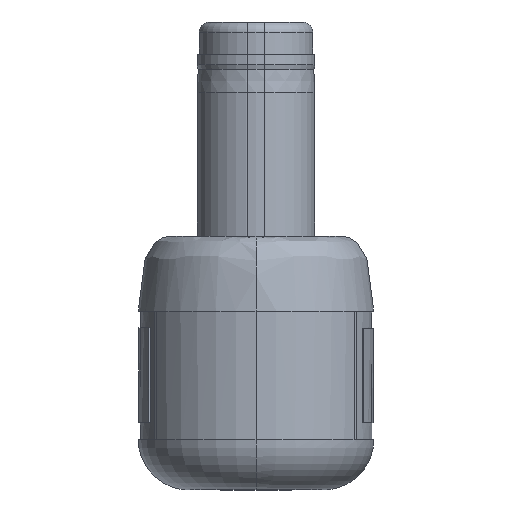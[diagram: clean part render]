
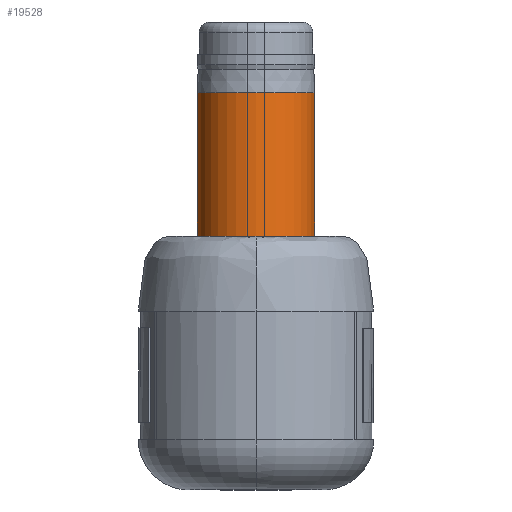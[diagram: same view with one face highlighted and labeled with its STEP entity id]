
A CAD part, left-side view. The second image highlights one B-rep face of the part: STEP entity #19528.
In plain terms, the highlighted cylindrical face has radius 2.755 mm (diameter 5.51 mm), a partial arc.
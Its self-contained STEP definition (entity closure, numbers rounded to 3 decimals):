
#1005 = DIRECTION ( 'NONE',  ( -1., 0., 0. ) ) ;
#1733 = DIRECTION ( 'NONE',  ( 0., 0., 1. ) ) ;
#1862 = FACE_OUTER_BOUND ( 'NONE', #2088, .T. ) ;
#1951 = CARTESIAN_POINT ( 'NONE',  ( 2.8, 0., 0. ) ) ;
#2088 = EDGE_LOOP ( 'NONE', ( #13310, #10951, #22791, #13344 ) ) ;
#4027 = CARTESIAN_POINT ( 'NONE',  ( 2.8, 0., 2.755 ) ) ;
#4404 = EDGE_CURVE ( 'NONE', #31743, #24747, #27216, .T. ) ;
#6226 = AXIS2_PLACEMENT_3D ( 'NONE', #1951, #23925, #1733 ) ;
#6412 = VERTEX_POINT ( 'NONE', #30514 ) ;
#7989 = DIRECTION ( 'NONE',  ( -1., 0., 0. ) ) ;
#8450 = DIRECTION ( 'NONE',  ( -1., 0., 0. ) ) ;
#10265 = CARTESIAN_POINT ( 'NONE',  ( 14.5, 0., -2.755 ) ) ;
#10951 = ORIENTED_EDGE ( 'NONE', *, *, #22598, .T. ) ;
#12778 = CIRCLE ( 'NONE', #6226, 2.755 ) ;
#13310 = ORIENTED_EDGE ( 'NONE', *, *, #31088, .F. ) ;
#13344 = ORIENTED_EDGE ( 'NONE', *, *, #17468, .F. ) ;
#13534 = DIRECTION ( 'NONE',  ( 0., 0., 1. ) ) ;
#15650 = DIRECTION ( 'NONE',  ( 0., 0., 1. ) ) ;
#15714 = AXIS2_PLACEMENT_3D ( 'NONE', #22758, #17877, #15650 ) ;
#17468 = EDGE_CURVE ( 'NONE', #26476, #24747, #12778, .T. ) ;
#17538 = VECTOR ( 'NONE', #1005, 1000. ) ;
#17877 = DIRECTION ( 'NONE',  ( -1., 0., 0. ) ) ;
#18063 = CARTESIAN_POINT ( 'NONE',  ( 13.9, 0., 2.755 ) ) ;
#19528 = ADVANCED_FACE ( 'NONE', ( #1862 ), #22669, .T. ) ;
#20831 = CARTESIAN_POINT ( 'NONE',  ( 14.5, 0., 2.755 ) ) ;
#21200 = AXIS2_PLACEMENT_3D ( 'NONE', #30991, #8450, #13534 ) ;
#22598 = EDGE_CURVE ( 'NONE', #6412, #31743, #29083, .T. ) ;
#22669 = CYLINDRICAL_SURFACE ( 'NONE', #21200, 2.755 ) ;
#22758 = CARTESIAN_POINT ( 'NONE',  ( 13.9, 0., 0. ) ) ;
#22791 = ORIENTED_EDGE ( 'NONE', *, *, #4404, .T. ) ;
#23925 = DIRECTION ( 'NONE',  ( -1., 0., 0. ) ) ;
#24060 = LINE ( 'NONE', #10265, #26753 ) ;
#24747 = VERTEX_POINT ( 'NONE', #4027 ) ;
#26476 = VERTEX_POINT ( 'NONE', #26945 ) ;
#26753 = VECTOR ( 'NONE', #7989, 1000. ) ;
#26945 = CARTESIAN_POINT ( 'NONE',  ( 2.8, 0., -2.755 ) ) ;
#27216 = LINE ( 'NONE', #20831, #17538 ) ;
#29083 = CIRCLE ( 'NONE', #15714, 2.755 ) ;
#30514 = CARTESIAN_POINT ( 'NONE',  ( 13.9, 0., -2.755 ) ) ;
#30991 = CARTESIAN_POINT ( 'NONE',  ( 14.5, 0., 0. ) ) ;
#31088 = EDGE_CURVE ( 'NONE', #6412, #26476, #24060, .T. ) ;
#31743 = VERTEX_POINT ( 'NONE', #18063 ) ;
